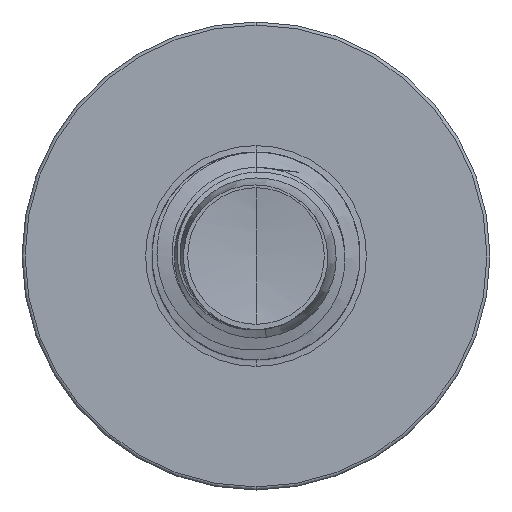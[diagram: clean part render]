
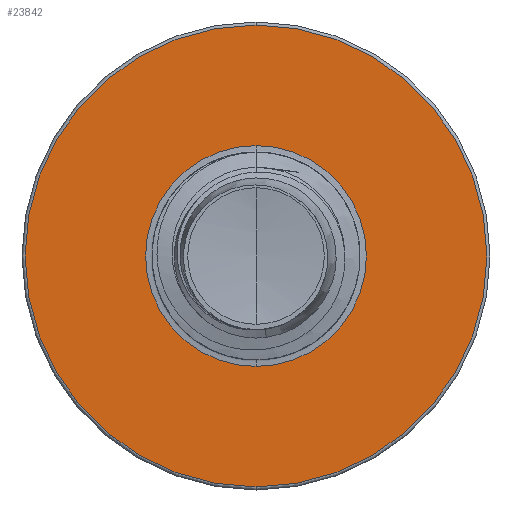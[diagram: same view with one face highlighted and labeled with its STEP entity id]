
A CAD part, front view. The second image highlights one B-rep face of the part: STEP entity #23842.
In plain terms, the highlighted planar face has unit normal (0, -1, 0).
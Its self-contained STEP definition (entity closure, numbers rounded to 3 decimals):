
#721 = AXIS2_PLACEMENT_3D ( 'NONE', #54072, #24117, #59101 ) ;
#3511 = VERTEX_POINT ( 'NONE', #42783 ) ;
#5068 = DIRECTION ( 'NONE',  ( 0., 1., 0. ) ) ;
#5293 = CIRCLE ( 'NONE', #44096, 6.66 ) ;
#5352 = FACE_OUTER_BOUND ( 'NONE', #14604, .T. ) ;
#6836 = CIRCLE ( 'NONE', #53760, 3.186 ) ;
#9746 = DIRECTION ( 'NONE',  ( 0., 1., 0. ) ) ;
#12108 = VERTEX_POINT ( 'NONE', #37567 ) ;
#13740 = ORIENTED_EDGE ( 'NONE', *, *, #28956, .F. ) ;
#14604 = EDGE_LOOP ( 'NONE', ( #13740, #53602 ) ) ;
#15188 = EDGE_CURVE ( 'NONE', #3511, #12108, #22648, .T. ) ;
#20022 = EDGE_LOOP ( 'NONE', ( #32285, #30157 ) ) ;
#22648 = CIRCLE ( 'NONE', #58535, 3.186 ) ;
#23842 = ADVANCED_FACE ( 'NONE', ( #5352, #56972 ), #29567, .F. ) ;
#24117 = DIRECTION ( 'NONE',  ( 0., 1., 0. ) ) ;
#24223 = CARTESIAN_POINT ( 'NONE',  ( 0., 40., 0. ) ) ;
#24911 = EDGE_CURVE ( 'NONE', #40214, #31406, #64002, .T. ) ;
#27559 = CARTESIAN_POINT ( 'NONE',  ( 0., 40., 0. ) ) ;
#28956 = EDGE_CURVE ( 'NONE', #31406, #40214, #5293, .T. ) ;
#29259 = DIRECTION ( 'NONE',  ( 0., 0., 1. ) ) ;
#29567 = PLANE ( 'NONE',  #52297 ) ;
#30157 = ORIENTED_EDGE ( 'NONE', *, *, #34419, .T. ) ;
#31406 = VERTEX_POINT ( 'NONE', #61897 ) ;
#32285 = ORIENTED_EDGE ( 'NONE', *, *, #15188, .T. ) ;
#32584 = DIRECTION ( 'NONE',  ( 0., 0., 1. ) ) ;
#34419 = EDGE_CURVE ( 'NONE', #12108, #3511, #6836, .T. ) ;
#35007 = CARTESIAN_POINT ( 'NONE',  ( 0., 40., 0. ) ) ;
#37567 = CARTESIAN_POINT ( 'NONE',  ( 0., 40., -3.186 ) ) ;
#39636 = CARTESIAN_POINT ( 'NONE',  ( 0., 40., -3.186 ) ) ;
#40031 = DIRECTION ( 'NONE',  ( 0., 0., 1. ) ) ;
#40214 = VERTEX_POINT ( 'NONE', #60546 ) ;
#42783 = CARTESIAN_POINT ( 'NONE',  ( 0., 40., 3.186 ) ) ;
#44096 = AXIS2_PLACEMENT_3D ( 'NONE', #35007, #5068, #40031 ) ;
#44635 = DIRECTION ( 'NONE',  ( 0., 0., 1. ) ) ;
#52297 = AXIS2_PLACEMENT_3D ( 'NONE', #39636, #9746, #44635 ) ;
#53602 = ORIENTED_EDGE ( 'NONE', *, *, #24911, .F. ) ;
#53760 = AXIS2_PLACEMENT_3D ( 'NONE', #24223, #59206, #29259 ) ;
#54072 = CARTESIAN_POINT ( 'NONE',  ( 0., 40., 0. ) ) ;
#56972 = FACE_BOUND ( 'NONE', #20022, .T. ) ;
#58535 = AXIS2_PLACEMENT_3D ( 'NONE', #27559, #62527, #32584 ) ;
#59101 = DIRECTION ( 'NONE',  ( 0., 0., 1. ) ) ;
#59206 = DIRECTION ( 'NONE',  ( 0., 1., 0. ) ) ;
#60546 = CARTESIAN_POINT ( 'NONE',  ( 0., 40., -6.66 ) ) ;
#61897 = CARTESIAN_POINT ( 'NONE',  ( 0., 40., 6.66 ) ) ;
#62527 = DIRECTION ( 'NONE',  ( 0., 1., 0. ) ) ;
#64002 = CIRCLE ( 'NONE', #721, 6.66 ) ;
